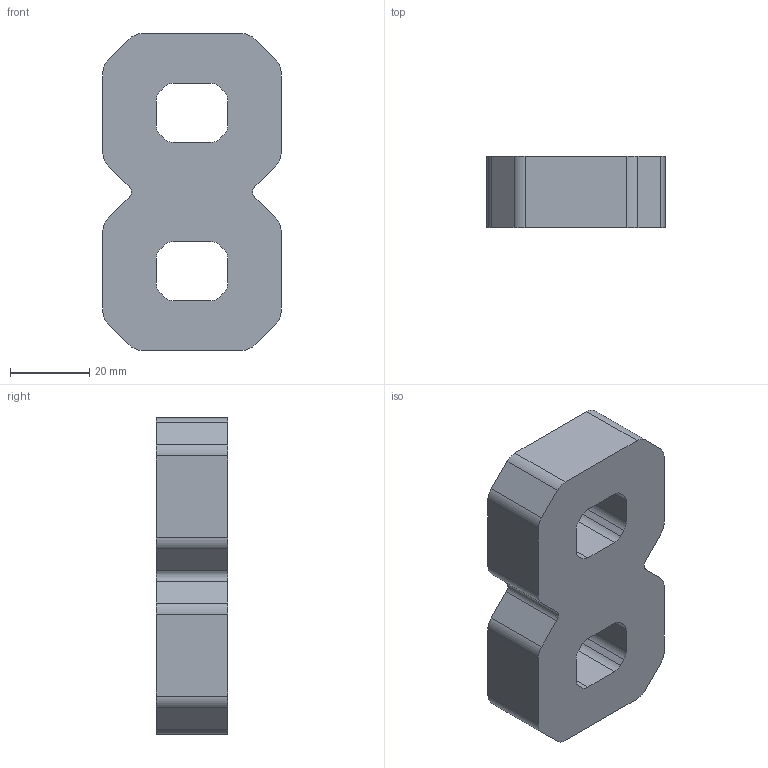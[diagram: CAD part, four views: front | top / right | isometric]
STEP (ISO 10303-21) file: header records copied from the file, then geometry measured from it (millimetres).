
FILE_DESCRIPTION(/* description */ (''),/* implementation_level */ '2;1');
FILE_NAME(/* name */ 'Number 8.step',/* time_stamp */ '2017-03-03T13:04:00+01:00',/* author */ ('Rubén'),/* organization */ (''),/* preprocessor_version */ 'ST-DEVELOPER v15.2',/* originating_system */ 'Autodesk Inventor 2014',/* authorisation */ '');
FILE_SCHEMA (('AUTOMOTIVE_DESIGN { 1 0 10303 214 3 1 1 }'));
Length unit declared in the file: millimetre
Products named in the file (1): Number 8
Bounding box: 45 x 18 x 80 mm (x, y, z)
Volume: 50314.8 mm3; surface area: 12981.7 mm2
Topology: 1 solids, 1 shells, 130 faces, 360 edges, 240 vertices
Faces by surface type: plane 100, cylinder 30
Entity records: 4166 total; most frequent: CARTESIAN_POINT 731, ORIENTED_EDGE 720, DIRECTION 682, EDGE_CURVE 360, LINE 300, VECTOR 300, VERTEX_POINT 240, AXIS2_PLACEMENT_3D 191
